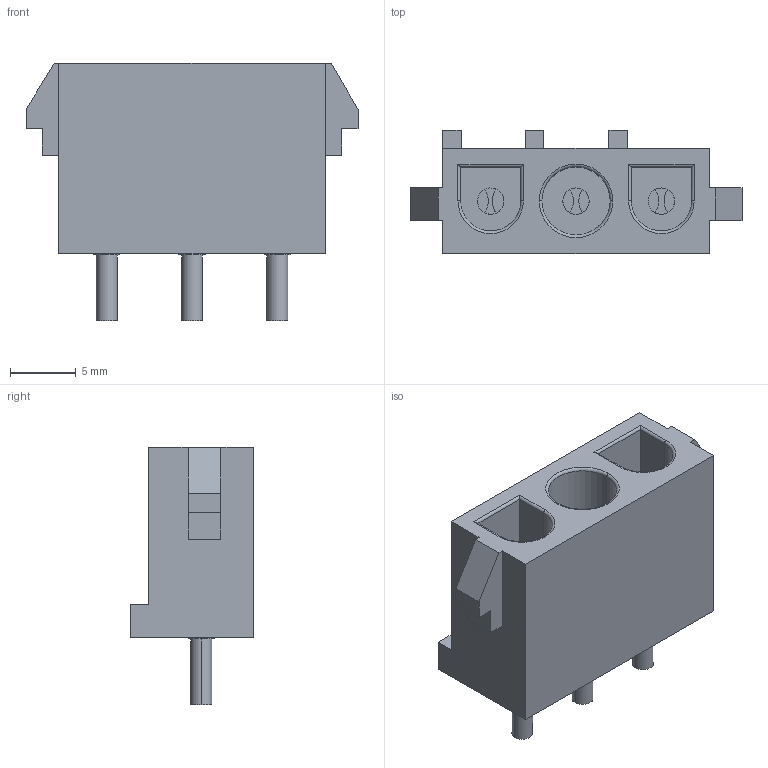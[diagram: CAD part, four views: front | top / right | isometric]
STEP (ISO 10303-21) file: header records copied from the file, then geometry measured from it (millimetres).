
FILE_DESCRIPTION (( 'STEP AP214' ), '1' );
FILE_NAME ('B15967F9-5D60-4D31-9299-D739D1FFCCD5.STEP', '2008-07-22T22:44:59', ( 'sysAdmin' ), ( 'SolidWorks' ), 'SwSTEP 2.0', 'SolidWorks 2008', '' );
FILE_SCHEMA (( 'AUTOMOTIVE_DESIGN' ));
Length unit declared in the file: millimetre
Products named in the file (1): B15967F9-5D60-4D31-9299-D739D1FFCCD5
Bounding box: 25.3 x 9.4 x 19.6 mm (x, y, z)
Volume: 1755.7 mm3; surface area: 2124.1 mm2
Topology: 1 solids, 1 shells, 96 faces, 236 edges, 154 vertices
Faces by surface type: plane 55, cylinder 37, torus 4
Entity records: 3131 total; most frequent: DIRECTION 510, CARTESIAN_POINT 499, ORIENTED_EDGE 472, EDGE_CURVE 236, AXIS2_PLACEMENT_3D 181, VERTEX_POINT 154, VECTOR 148, LINE 148
